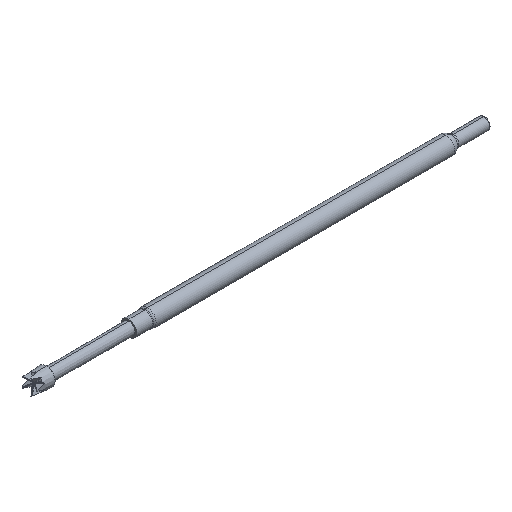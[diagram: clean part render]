
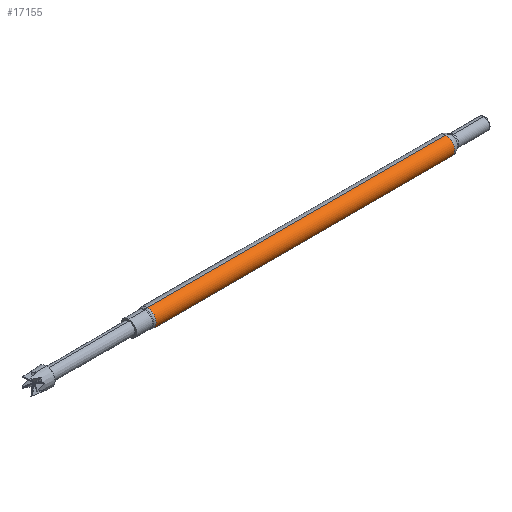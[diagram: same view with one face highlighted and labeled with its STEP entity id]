
A CAD part, isometric view. The second image highlights one B-rep face of the part: STEP entity #17155.
In plain terms, the highlighted cylindrical face has radius 0.683 mm (diameter 1.367 mm), a partial arc.
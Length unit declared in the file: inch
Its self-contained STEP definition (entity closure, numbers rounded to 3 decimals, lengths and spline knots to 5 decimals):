
#3 = DIRECTION ( 'NONE',  ( -1., 0., 0. ) ) ;
#494 = ORIENTED_EDGE ( 'NONE', *, *, #17737, .T. ) ;
#734 = EDGE_LOOP ( 'NONE', ( #6909, #14330, #494, #11525 ) ) ;
#965 = AXIS2_PLACEMENT_3D ( 'NONE', #4096, #1564, #9590 ) ;
#1170 = CIRCLE ( 'NONE', #13842, 0.0269 ) ;
#1207 = DIRECTION ( 'NONE',  ( 0., 0., 1. ) ) ;
#1266 = CARTESIAN_POINT ( 'NONE',  ( 0., 0., -0.0269 ) ) ;
#1564 = DIRECTION ( 'NONE',  ( -1., 0., 0. ) ) ;
#2514 = CYLINDRICAL_SURFACE ( 'NONE', #965, 0.0269 ) ;
#2754 = AXIS2_PLACEMENT_3D ( 'NONE', #7855, #14730, #1207 ) ;
#3964 = VERTEX_POINT ( 'NONE', #6441 ) ;
#4096 = CARTESIAN_POINT ( 'NONE',  ( 0., 0., 0. ) ) ;
#4887 = EDGE_CURVE ( 'NONE', #9530, #6189, #8179, .T. ) ;
#4990 = EDGE_CURVE ( 'NONE', #15174, #6189, #1170, .T. ) ;
#6182 = DIRECTION ( 'NONE',  ( 0., 0., -1. ) ) ;
#6189 = VERTEX_POINT ( 'NONE', #6544 ) ;
#6441 = CARTESIAN_POINT ( 'NONE',  ( 0.98, 0., 0.0269 ) ) ;
#6457 = CARTESIAN_POINT ( 'NONE',  ( 0.98, 0., -0.0269 ) ) ;
#6544 = CARTESIAN_POINT ( 'NONE',  ( 0.05707, 0., -0.0269 ) ) ;
#6909 = ORIENTED_EDGE ( 'NONE', *, *, #4887, .F. ) ;
#7159 = EDGE_CURVE ( 'NONE', #9530, #3964, #8552, .T. ) ;
#7855 = CARTESIAN_POINT ( 'NONE',  ( 0.98, 0., 0. ) ) ;
#8179 = LINE ( 'NONE', #1266, #15013 ) ;
#8552 = CIRCLE ( 'NONE', #2754, 0.0269 ) ;
#9121 = LINE ( 'NONE', #13995, #12531 ) ;
#9530 = VERTEX_POINT ( 'NONE', #6457 ) ;
#9590 = DIRECTION ( 'NONE',  ( 0., 0., 1. ) ) ;
#9764 = FACE_OUTER_BOUND ( 'NONE', #734, .T. ) ;
#11525 = ORIENTED_EDGE ( 'NONE', *, *, #4990, .T. ) ;
#11556 = DIRECTION ( 'NONE',  ( 1., 0., 0. ) ) ;
#12531 = VECTOR ( 'NONE', #15131, 39.37008 ) ;
#13842 = AXIS2_PLACEMENT_3D ( 'NONE', #14247, #11556, #6182 ) ;
#13995 = CARTESIAN_POINT ( 'NONE',  ( 0., 0., 0.0269 ) ) ;
#14247 = CARTESIAN_POINT ( 'NONE',  ( 0.05707, 0., 0. ) ) ;
#14330 = ORIENTED_EDGE ( 'NONE', *, *, #7159, .T. ) ;
#14730 = DIRECTION ( 'NONE',  ( -1., 0., 0. ) ) ;
#14803 = CARTESIAN_POINT ( 'NONE',  ( 0.05707, 0., 0.0269 ) ) ;
#15013 = VECTOR ( 'NONE', #3, 39.37008 ) ;
#15131 = DIRECTION ( 'NONE',  ( -1., 0., 0. ) ) ;
#15174 = VERTEX_POINT ( 'NONE', #14803 ) ;
#17155 = ADVANCED_FACE ( 'NONE', ( #9764 ), #2514, .T. ) ;
#17737 = EDGE_CURVE ( 'NONE', #3964, #15174, #9121, .T. ) ;
